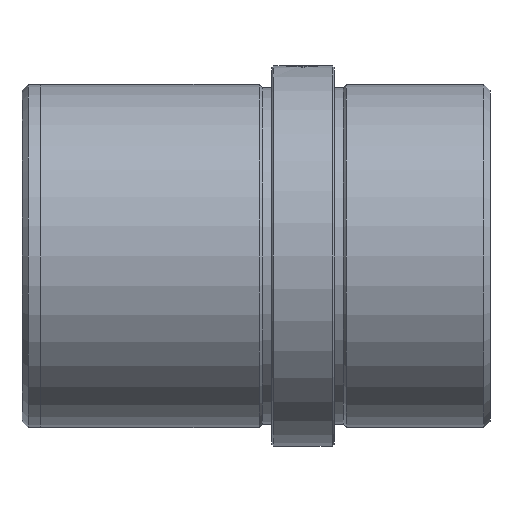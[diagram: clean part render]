
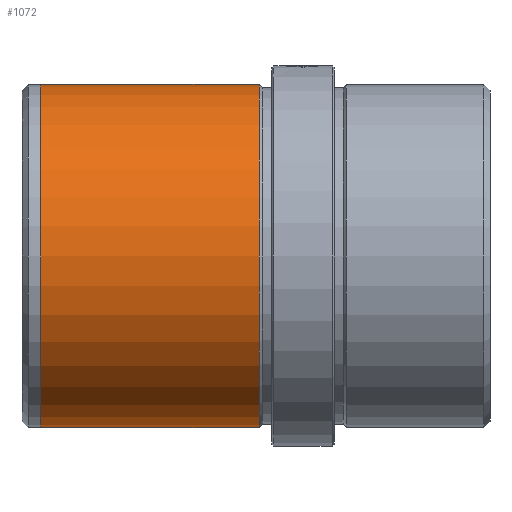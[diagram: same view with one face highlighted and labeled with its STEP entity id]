
A CAD part, left-side view. The second image highlights one B-rep face of the part: STEP entity #1072.
In plain terms, the highlighted cylindrical face has radius 27.5 mm (diameter 55 mm), a partial arc.
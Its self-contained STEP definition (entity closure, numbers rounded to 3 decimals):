
#67 = DIRECTION ( 'NONE',  ( 0., 0., -1. ) ) ;
#89 = DIRECTION ( 'NONE',  ( 0., 0., -1. ) ) ;
#125 = CIRCLE ( 'NONE', #564, 27.5 ) ;
#130 = AXIS2_PLACEMENT_3D ( 'NONE', #1037, #713, #870 ) ;
#169 = ORIENTED_EDGE ( 'NONE', *, *, #1127, .F. ) ;
#176 = LINE ( 'NONE', #513, #986 ) ;
#178 = FACE_OUTER_BOUND ( 'NONE', #1335, .T. ) ;
#260 = CARTESIAN_POINT ( 'NONE',  ( 0., 37., -27.5 ) ) ;
#352 = AXIS2_PLACEMENT_3D ( 'NONE', #2006, #1043, #67 ) ;
#355 = EDGE_CURVE ( 'NONE', #1559, #759, #1926, .T. ) ;
#474 = CARTESIAN_POINT ( 'NONE',  ( 0., 37., 27.5 ) ) ;
#513 = CARTESIAN_POINT ( 'NONE',  ( 0., 0., -27.5 ) ) ;
#557 = CYLINDRICAL_SURFACE ( 'NONE', #130, 27.5 ) ;
#564 = AXIS2_PLACEMENT_3D ( 'NONE', #2030, #1068, #89 ) ;
#713 = DIRECTION ( 'NONE',  ( 0., -1., 0. ) ) ;
#759 = VERTEX_POINT ( 'NONE', #1263 ) ;
#870 = DIRECTION ( 'NONE',  ( 0., 0., -1. ) ) ;
#877 = CARTESIAN_POINT ( 'NONE',  ( 0., 0., 27.5 ) ) ;
#945 = ORIENTED_EDGE ( 'NONE', *, *, #355, .T. ) ;
#986 = VECTOR ( 'NONE', #1640, 1000. ) ;
#1037 = CARTESIAN_POINT ( 'NONE',  ( 0., 0., 0. ) ) ;
#1043 = DIRECTION ( 'NONE',  ( 0., -1., 0. ) ) ;
#1068 = DIRECTION ( 'NONE',  ( 0., -1., 0. ) ) ;
#1072 = ADVANCED_FACE ( 'NONE', ( #178 ), #557, .T. ) ;
#1107 = ORIENTED_EDGE ( 'NONE', *, *, #1420, .F. ) ;
#1127 = EDGE_CURVE ( 'NONE', #1985, #1782, #125, .T. ) ;
#1168 = ORIENTED_EDGE ( 'NONE', *, *, #1698, .T. ) ;
#1263 = CARTESIAN_POINT ( 'NONE',  ( 0., 72., -27.5 ) ) ;
#1335 = EDGE_LOOP ( 'NONE', ( #1107, #945, #1168, #169 ) ) ;
#1337 = VECTOR ( 'NONE', #1676, 1000. ) ;
#1391 = LINE ( 'NONE', #877, #1337 ) ;
#1420 = EDGE_CURVE ( 'NONE', #1559, #1985, #1391, .T. ) ;
#1559 = VERTEX_POINT ( 'NONE', #1601 ) ;
#1601 = CARTESIAN_POINT ( 'NONE',  ( 0., 72., 27.5 ) ) ;
#1640 = DIRECTION ( 'NONE',  ( 0., -1., 0. ) ) ;
#1676 = DIRECTION ( 'NONE',  ( 0., -1., 0. ) ) ;
#1698 = EDGE_CURVE ( 'NONE', #759, #1782, #176, .T. ) ;
#1782 = VERTEX_POINT ( 'NONE', #260 ) ;
#1926 = CIRCLE ( 'NONE', #352, 27.5 ) ;
#1985 = VERTEX_POINT ( 'NONE', #474 ) ;
#2006 = CARTESIAN_POINT ( 'NONE',  ( 0., 72., 0. ) ) ;
#2030 = CARTESIAN_POINT ( 'NONE',  ( 0., 37., 0. ) ) ;
